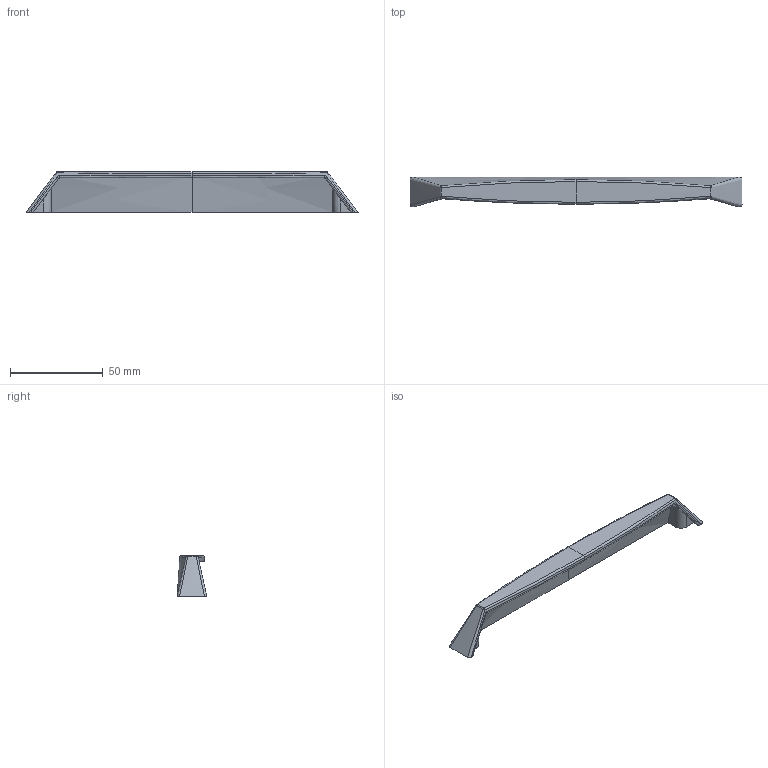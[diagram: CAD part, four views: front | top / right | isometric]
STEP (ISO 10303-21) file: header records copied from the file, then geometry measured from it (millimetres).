
FILE_DESCRIPTION(('Creo Elements/Direct Modeling STEP Export'),'2;1');
FILE_NAME('2653-179.stp','2024-12-13T 8:42:37',(''),(''),'Creo Elements/Direct Modeling STEP processor for AP214 (Solid Model)','Creo Elements/Direct Modeling 20.0 12-Nov-2016 (C) Parametric Technology GmbH','');
FILE_SCHEMA(('AUTOMOTIVE_DESIGN { 1 0 10303 214 1 1 1 1 }'));
Length unit declared in the file: millimetre
Products named in the file (1): ZN-12382
Bounding box: 179.09 x 16 x 22.11 mm (x, y, z)
Volume: 12980.6 mm3; surface area: 11954.5 mm2
Topology: 1 solids, 1 shells, 536 faces, 1519 edges, 998 vertices
Faces by surface type: plane 454, bspline 56, cylinder 18, cone 8
Entity records: 22563 total; most frequent: CARTESIAN_POINT 9141, ORIENTED_EDGE 3030, DIRECTION 2336, EDGE_CURVE 1515, VECTOR 1328, LINE 1328, VERTEX_POINT 998, EDGE_LOOP 553
